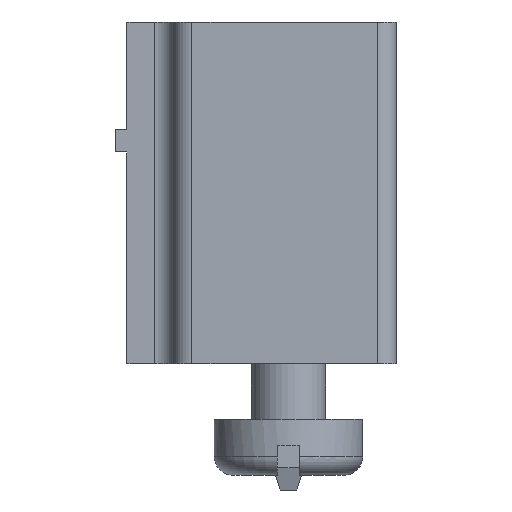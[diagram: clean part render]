
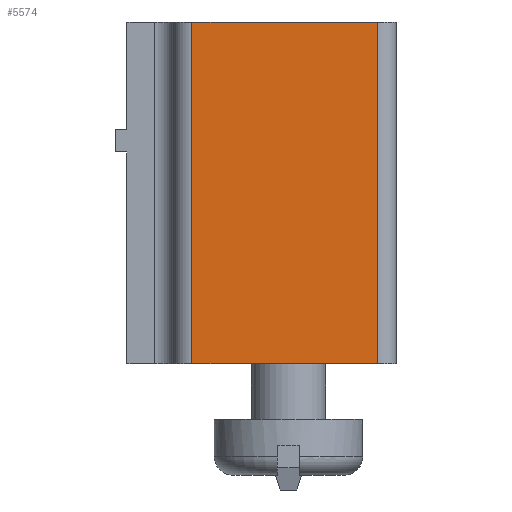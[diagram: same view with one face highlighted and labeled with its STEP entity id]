
A CAD part, left-side view. The second image highlights one B-rep face of the part: STEP entity #5574.
In plain terms, the highlighted planar face has unit normal (-1, 0, 0).
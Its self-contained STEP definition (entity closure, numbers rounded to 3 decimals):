
#44 = PLANE('',#45);
#45 = AXIS2_PLACEMENT_3D('',#46,#47,#48);
#46 = CARTESIAN_POINT('',(-7.1,-2.9,0.));
#47 = DIRECTION('',(0.,0.,-1.));
#48 = DIRECTION('',(-1.,0.,0.));
#72 = CYLINDRICAL_SURFACE('',#73,0.5);
#73 = AXIS2_PLACEMENT_3D('',#74,#75,#76);
#74 = CARTESIAN_POINT('',(-6.6,-2.4,0.));
#75 = DIRECTION('',(0.,0.,1.));
#76 = DIRECTION('',(0.,-1.,0.));
#100 = PLANE('',#101);
#101 = AXIS2_PLACEMENT_3D('',#102,#103,#104);
#102 = CARTESIAN_POINT('',(-7.1,-2.9,9.2));
#103 = DIRECTION('',(0.,0.,-1.));
#104 = DIRECTION('',(-1.,0.,0.));
#143 = VERTEX_POINT('',#144);
#144 = CARTESIAN_POINT('',(-7.1,-2.4,0.));
#166 = EDGE_CURVE('',#167,#143,#169,.T.);
#167 = VERTEX_POINT('',#168);
#168 = CARTESIAN_POINT('',(-7.1,2.6,0.));
#169 = SURFACE_CURVE('',#170,(#174,#181),.PCURVE_S1.);
#170 = LINE('',#171,#172);
#171 = CARTESIAN_POINT('',(-7.1,3.1,0.));
#172 = VECTOR('',#173,1.);
#173 = DIRECTION('',(0.,-1.,0.));
#174 = PCURVE('',#44,#175);
#175 = DEFINITIONAL_REPRESENTATION('',(#176),#180);
#176 = LINE('',#177,#178);
#177 = CARTESIAN_POINT('',(0.,6.));
#178 = VECTOR('',#179,1.);
#179 = DIRECTION('',(0.,-1.));
#180 = ( GEOMETRIC_REPRESENTATION_CONTEXT(2)
PARAMETRIC_REPRESENTATION_CONTEXT() REPRESENTATION_CONTEXT('2D SPACE',''
) );
#181 = PCURVE('',#182,#187);
#182 = PLANE('',#183);
#183 = AXIS2_PLACEMENT_3D('',#184,#185,#186);
#184 = CARTESIAN_POINT('',(-7.1,3.1,0.));
#185 = DIRECTION('',(1.,0.,0.));
#186 = DIRECTION('',(0.,-1.,0.));
#187 = DEFINITIONAL_REPRESENTATION('',(#188),#192);
#188 = LINE('',#189,#190);
#189 = CARTESIAN_POINT('',(0.,0.));
#190 = VECTOR('',#191,1.);
#191 = DIRECTION('',(1.,0.));
#192 = ( GEOMETRIC_REPRESENTATION_CONTEXT(2)
PARAMETRIC_REPRESENTATION_CONTEXT() REPRESENTATION_CONTEXT('2D SPACE',''
) );
#215 = CYLINDRICAL_SURFACE('',#216,0.5);
#216 = AXIS2_PLACEMENT_3D('',#217,#218,#219);
#217 = CARTESIAN_POINT('',(-6.6,2.6,0.));
#218 = DIRECTION('',(0.,0.,1.));
#219 = DIRECTION('',(0.,1.,0.));
#1532 = EDGE_CURVE('',#143,#1533,#1535,.T.);
#1533 = VERTEX_POINT('',#1534);
#1534 = CARTESIAN_POINT('',(-7.1,-2.4,9.2));
#1535 = SURFACE_CURVE('',#1536,(#1540,#1547),.PCURVE_S1.);
#1536 = LINE('',#1537,#1538);
#1537 = CARTESIAN_POINT('',(-7.1,-2.4,0.));
#1538 = VECTOR('',#1539,1.);
#1539 = DIRECTION('',(0.,0.,1.));
#1540 = PCURVE('',#72,#1541);
#1541 = DEFINITIONAL_REPRESENTATION('',(#1542),#1546);
#1542 = LINE('',#1543,#1544);
#1543 = CARTESIAN_POINT('',(-1.571,0.));
#1544 = VECTOR('',#1545,1.);
#1545 = DIRECTION('',(0.,1.));
#1546 = ( GEOMETRIC_REPRESENTATION_CONTEXT(2)
PARAMETRIC_REPRESENTATION_CONTEXT() REPRESENTATION_CONTEXT('2D SPACE',''
) );
#1547 = PCURVE('',#182,#1548);
#1548 = DEFINITIONAL_REPRESENTATION('',(#1549),#1553);
#1549 = LINE('',#1550,#1551);
#1550 = CARTESIAN_POINT('',(5.5,0.));
#1551 = VECTOR('',#1552,1.);
#1552 = DIRECTION('',(0.,-1.));
#1553 = ( GEOMETRIC_REPRESENTATION_CONTEXT(2)
PARAMETRIC_REPRESENTATION_CONTEXT() REPRESENTATION_CONTEXT('2D SPACE',''
) );
#1637 = EDGE_CURVE('',#1638,#1533,#1640,.T.);
#1638 = VERTEX_POINT('',#1639);
#1639 = CARTESIAN_POINT('',(-7.1,2.6,9.2));
#1640 = SURFACE_CURVE('',#1641,(#1645,#1652),.PCURVE_S1.);
#1641 = LINE('',#1642,#1643);
#1642 = CARTESIAN_POINT('',(-7.1,3.1,9.2));
#1643 = VECTOR('',#1644,1.);
#1644 = DIRECTION('',(0.,-1.,0.));
#1645 = PCURVE('',#100,#1646);
#1646 = DEFINITIONAL_REPRESENTATION('',(#1647),#1651);
#1647 = LINE('',#1648,#1649);
#1648 = CARTESIAN_POINT('',(0.,6.));
#1649 = VECTOR('',#1650,1.);
#1650 = DIRECTION('',(0.,-1.));
#1651 = ( GEOMETRIC_REPRESENTATION_CONTEXT(2)
PARAMETRIC_REPRESENTATION_CONTEXT() REPRESENTATION_CONTEXT('2D SPACE',''
) );
#1652 = PCURVE('',#182,#1653);
#1653 = DEFINITIONAL_REPRESENTATION('',(#1654),#1658);
#1654 = LINE('',#1655,#1656);
#1655 = CARTESIAN_POINT('',(0.,-9.2));
#1656 = VECTOR('',#1657,1.);
#1657 = DIRECTION('',(1.,0.));
#1658 = ( GEOMETRIC_REPRESENTATION_CONTEXT(2)
PARAMETRIC_REPRESENTATION_CONTEXT() REPRESENTATION_CONTEXT('2D SPACE',''
) );
#5574 = ADVANCED_FACE('',(#5575),#182,.F.);
#5575 = FACE_BOUND('',#5576,.F.);
#5576 = EDGE_LOOP('',(#5577,#5578,#5599,#5600));
#5577 = ORIENTED_EDGE('',*,*,#166,.F.);
#5578 = ORIENTED_EDGE('',*,*,#5579,.T.);
#5579 = EDGE_CURVE('',#167,#1638,#5580,.T.);
#5580 = SURFACE_CURVE('',#5581,(#5585,#5592),.PCURVE_S1.);
#5581 = LINE('',#5582,#5583);
#5582 = CARTESIAN_POINT('',(-7.1,2.6,0.));
#5583 = VECTOR('',#5584,1.);
#5584 = DIRECTION('',(0.,0.,1.));
#5585 = PCURVE('',#182,#5586);
#5586 = DEFINITIONAL_REPRESENTATION('',(#5587),#5591);
#5587 = LINE('',#5588,#5589);
#5588 = CARTESIAN_POINT('',(0.5,0.));
#5589 = VECTOR('',#5590,1.);
#5590 = DIRECTION('',(0.,-1.));
#5591 = ( GEOMETRIC_REPRESENTATION_CONTEXT(2)
PARAMETRIC_REPRESENTATION_CONTEXT() REPRESENTATION_CONTEXT('2D SPACE',''
) );
#5592 = PCURVE('',#215,#5593);
#5593 = DEFINITIONAL_REPRESENTATION('',(#5594),#5598);
#5594 = LINE('',#5595,#5596);
#5595 = CARTESIAN_POINT('',(1.571,0.));
#5596 = VECTOR('',#5597,1.);
#5597 = DIRECTION('',(0.,1.));
#5598 = ( GEOMETRIC_REPRESENTATION_CONTEXT(2)
PARAMETRIC_REPRESENTATION_CONTEXT() REPRESENTATION_CONTEXT('2D SPACE',''
) );
#5599 = ORIENTED_EDGE('',*,*,#1637,.T.);
#5600 = ORIENTED_EDGE('',*,*,#1532,.F.);
